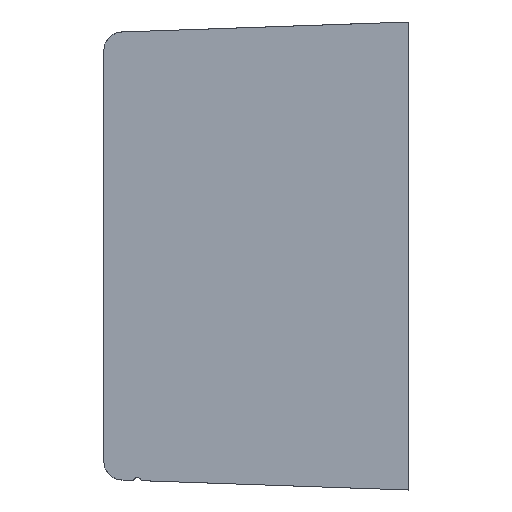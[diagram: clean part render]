
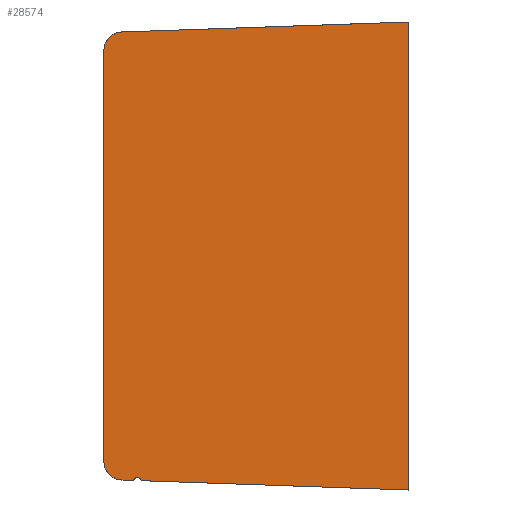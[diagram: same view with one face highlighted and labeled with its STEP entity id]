
A CAD part, left-side view. The second image highlights one B-rep face of the part: STEP entity #28574.
In plain terms, the highlighted planar face has unit normal (-1, 0, 0).
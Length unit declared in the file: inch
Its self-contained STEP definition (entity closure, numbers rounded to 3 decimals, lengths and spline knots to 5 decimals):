
#72 = VERTEX_POINT ( 'NONE', #21447 ) ;
#424 = CARTESIAN_POINT ( 'NONE',  ( -0.9935, 3.25, 2.5 ) ) ;
#3470 = EDGE_CURVE ( 'NONE', #5712, #72, #4130, .T. ) ;
#3589 = DIRECTION ( 'NONE',  ( 0., 1., 0. ) ) ;
#4130 = LINE ( 'NONE', #32194, #20907 ) ;
#4989 = DIRECTION ( 'NONE',  ( -1., 0., 0. ) ) ;
#5712 = VERTEX_POINT ( 'NONE', #14081 ) ;
#8482 = LINE ( 'NONE', #12258, #24268 ) ;
#9085 = ORIENTED_EDGE ( 'NONE', *, *, #3470, .T. ) ;
#9485 = CARTESIAN_POINT ( 'NONE',  ( -0.9935, 3.05698, 2.39325 ) ) ;
#9745 = CARTESIAN_POINT ( 'NONE',  ( -0.9935, 0., 2.5 ) ) ;
#10743 = DIRECTION ( 'NONE',  ( -1., 0., 0. ) ) ;
#10927 = EDGE_CURVE ( 'NONE', #13920, #26311, #13412, .T. ) ;
#11215 = CARTESIAN_POINT ( 'NONE',  ( -0.9935, 0., 2.5 ) ) ;
#11360 = DIRECTION ( 'NONE',  ( 0., 0., -1. ) ) ;
#12258 = CARTESIAN_POINT ( 'NONE',  ( -0.9935, 3.25, 2.5 ) ) ;
#12514 = VECTOR ( 'NONE', #17807, 39.37008 ) ;
#13412 = CIRCLE ( 'NONE', #33985, 0.2 ) ;
#13485 = ORIENTED_EDGE ( 'NONE', *, *, #20840, .F. ) ;
#13488 = LINE ( 'NONE', #21010, #12514 ) ;
#13920 = VERTEX_POINT ( 'NONE', #9485 ) ;
#13997 = ORIENTED_EDGE ( 'NONE', *, *, #40261, .F. ) ;
#14081 = CARTESIAN_POINT ( 'NONE',  ( -0.9935, 2.84799, -2.40055 ) ) ;
#14091 = AXIS2_PLACEMENT_3D ( 'NONE', #18191, #40100, #21391 ) ;
#15166 = DIRECTION ( 'NONE',  ( 0., 0., -1. ) ) ;
#15183 = EDGE_CURVE ( 'NONE', #5712, #37885, #25175, .T. ) ;
#15459 = FACE_OUTER_BOUND ( 'NONE', #25164, .T. ) ;
#17498 = ORIENTED_EDGE ( 'NONE', *, *, #10927, .T. ) ;
#17536 = EDGE_CURVE ( 'NONE', #19995, #29130, #34813, .T. ) ;
#17807 = DIRECTION ( 'NONE',  ( 0., -0.999, -0.035 ) ) ;
#17865 = AXIS2_PLACEMENT_3D ( 'NONE', #424, #22435, #3589 ) ;
#18191 = CARTESIAN_POINT ( 'NONE',  ( -0.9935, 2.89106, -2.41359 ) ) ;
#18506 = CARTESIAN_POINT ( 'NONE',  ( -0.9935, 3.25, 2.19337 ) ) ;
#18895 = ORIENTED_EDGE ( 'NONE', *, *, #32367, .T. ) ;
#19995 = VERTEX_POINT ( 'NONE', #21538 ) ;
#20840 = EDGE_CURVE ( 'NONE', #25459, #72, #26970, .T. ) ;
#20907 = VECTOR ( 'NONE', #34174, 39.37008 ) ;
#21010 = CARTESIAN_POINT ( 'NONE',  ( -0.9935, 3.42043, -2.38056 ) ) ;
#21391 = DIRECTION ( 'NONE',  ( 0., -1., 0. ) ) ;
#21447 = CARTESIAN_POINT ( 'NONE',  ( -0.9935, 0., -2.5 ) ) ;
#21538 = CARTESIAN_POINT ( 'NONE',  ( -0.9935, 3.25, -2.19337 ) ) ;
#21717 = EDGE_CURVE ( 'NONE', #29130, #37885, #13488, .T. ) ;
#21797 = LINE ( 'NONE', #38166, #38420 ) ;
#21987 = ORIENTED_EDGE ( 'NONE', *, *, #17536, .T. ) ;
#22304 = PLANE ( 'NONE',  #17865 ) ;
#22435 = DIRECTION ( 'NONE',  ( 1., 0., 0. ) ) ;
#22915 = ORIENTED_EDGE ( 'NONE', *, *, #21717, .T. ) ;
#23843 = CARTESIAN_POINT ( 'NONE',  ( -0.9935, 3.05, -2.19337 ) ) ;
#24268 = VECTOR ( 'NONE', #15166, 39.37008 ) ;
#25164 = EDGE_LOOP ( 'NONE', ( #9085, #13485, #13997, #17498, #18895, #21987, #22915, #26237 ) ) ;
#25175 = CIRCLE ( 'NONE', #14091, 0.045 ) ;
#25459 = VERTEX_POINT ( 'NONE', #9745 ) ;
#26237 = ORIENTED_EDGE ( 'NONE', *, *, #15183, .F. ) ;
#26311 = VERTEX_POINT ( 'NONE', #18506 ) ;
#26970 = LINE ( 'NONE', #11215, #35239 ) ;
#27006 = DIRECTION ( 'NONE',  ( 0., 1., 0. ) ) ;
#28574 = ADVANCED_FACE ( 'NONE', ( #15459 ), #22304, .F. ) ;
#29130 = VERTEX_POINT ( 'NONE', #31778 ) ;
#29591 = CARTESIAN_POINT ( 'NONE',  ( -0.9935, 3.05, 2.19337 ) ) ;
#31778 = CARTESIAN_POINT ( 'NONE',  ( -0.9935, 3.05698, -2.39325 ) ) ;
#32194 = CARTESIAN_POINT ( 'NONE',  ( -0.9935, 3.42043, -2.38056 ) ) ;
#32367 = EDGE_CURVE ( 'NONE', #26311, #19995, #8482, .T. ) ;
#32699 = DIRECTION ( 'NONE',  ( 0., 1., 0. ) ) ;
#33367 = AXIS2_PLACEMENT_3D ( 'NONE', #23843, #4989, #27006 ) ;
#33985 = AXIS2_PLACEMENT_3D ( 'NONE', #29591, #10743, #32699 ) ;
#34174 = DIRECTION ( 'NONE',  ( 0., -0.999, -0.035 ) ) ;
#34813 = CIRCLE ( 'NONE', #33367, 0.2 ) ;
#35148 = DIRECTION ( 'NONE',  ( 0., -0.999, 0.035 ) ) ;
#35239 = VECTOR ( 'NONE', #11360, 39.37008 ) ;
#37885 = VERTEX_POINT ( 'NONE', #38681 ) ;
#38166 = CARTESIAN_POINT ( 'NONE',  ( -0.9935, 3.24604, 2.38665 ) ) ;
#38420 = VECTOR ( 'NONE', #35148, 39.37008 ) ;
#38681 = CARTESIAN_POINT ( 'NONE',  ( -0.9935, 2.93311, -2.39757 ) ) ;
#40100 = DIRECTION ( 'NONE',  ( -1., 0., 0. ) ) ;
#40261 = EDGE_CURVE ( 'NONE', #13920, #25459, #21797, .T. ) ;
